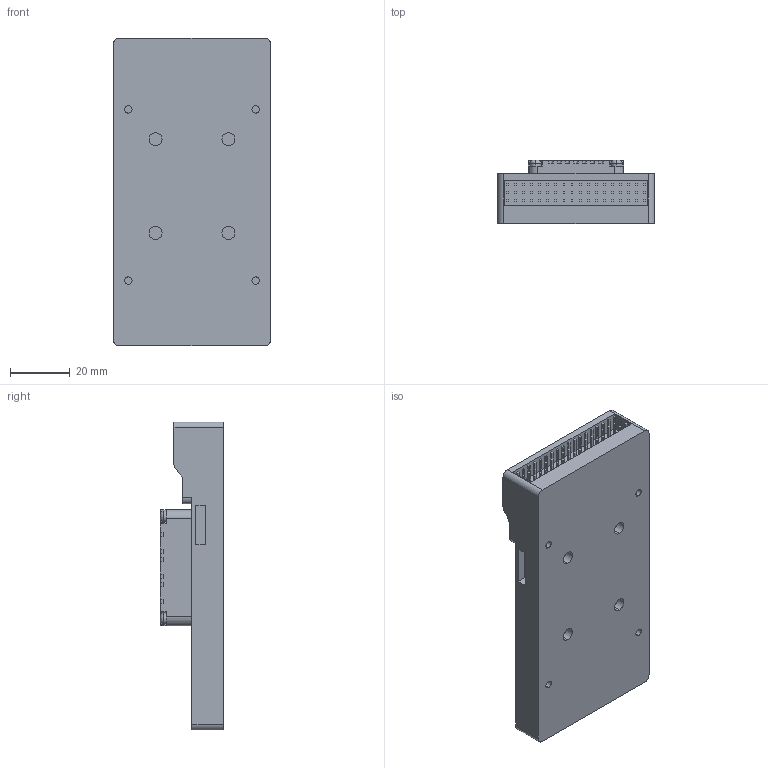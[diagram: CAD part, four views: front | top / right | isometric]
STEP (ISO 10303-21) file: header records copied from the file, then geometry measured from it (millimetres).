
FILE_DESCRIPTION (( 'STEP AP203' ), '1' );
FILE_NAME ('PIXHAWK 5X-6X.STEP', '2023-04-12T05:17:38', ( '' ), ( '' ), 'SwSTEP 2.0', 'SolidWorks 2021', '' );
FILE_SCHEMA (( 'CONFIG_CONTROL_DESIGN' ));
Length unit declared in the file: millimetre
Products named in the file (1): PIXHAWK 5X-6X
Bounding box: 52.7 x 21.3 x 103.5 mm (x, y, z)
Volume: 72007.2 mm3; surface area: 20693.6 mm2
Topology: 1 solids, 1 shells, 607 faces, 1517 edges, 1006 vertices
Faces by surface type: plane 510, cylinder 81, torus 16
Entity records: 17958 total; most frequent: CARTESIAN_POINT 3131, ORIENTED_EDGE 3034, DIRECTION 2931, EDGE_CURVE 1517, VECTOR 1319, LINE 1319, VERTEX_POINT 1006, AXIS2_PLACEMENT_3D 806
